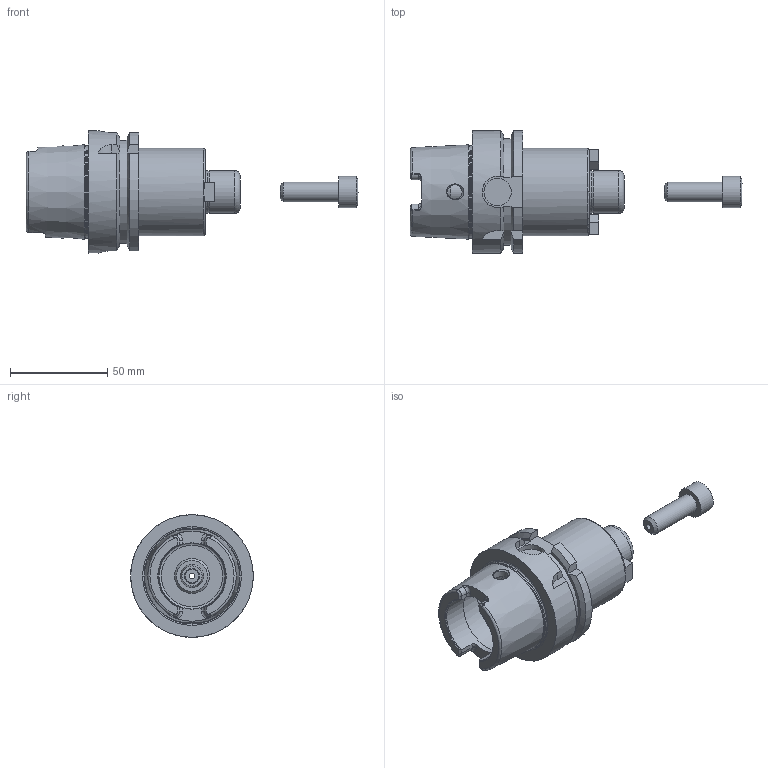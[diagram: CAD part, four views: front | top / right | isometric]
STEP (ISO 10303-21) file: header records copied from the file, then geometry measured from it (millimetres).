
FILE_DESCRIPTION((''),'2;1');
FILE_NAME('535015222060-3D.stp','2020-05-08T09:44:50',('nttooll'),(''),'Autodesk Inventor 2012','Autodesk Inventor 2012','');
FILE_SCHEMA(('AUTOMOTIVE_DESIGN { 1 0 10303 214 1 1 1 1 }'));
Length unit declared in the file: millimetre
Products named in the file (1): 535015222060-3D
Bounding box: 170.51 x 63 x 63 mm (x, y, z)
Volume: 146662.5 mm3; surface area: 33541.3 mm2
Topology: 2 solids, 2 shells, 163 faces, 412 edges, 260 vertices
Faces by surface type: plane 70, cylinder 43, cone 33, torus 17
Full cylindrical faces by diameter (mm): 3 x1, 7.5 x2, 8 x1, 8.7 x1, 9.238 x1, 10 x2, 10.5 x1, 11.3 x1, 12 x1, 14 x1, 16 x1, 18 x1, 21.6 x1, 22 x1, 34 x1, 34.5 x1, 40 x1, 45 x1, 48 x1, 63 x1
Entity records: 4990 total; most frequent: CARTESIAN_POINT 1326, DIRECTION 752, ORIENTED_EDGE 712, EDGE_CURVE 356, AXIS2_PLACEMENT_3D 304, VERTEX_POINT 250, EDGE_LOOP 224, FACE_OUTER_BOUND 163
